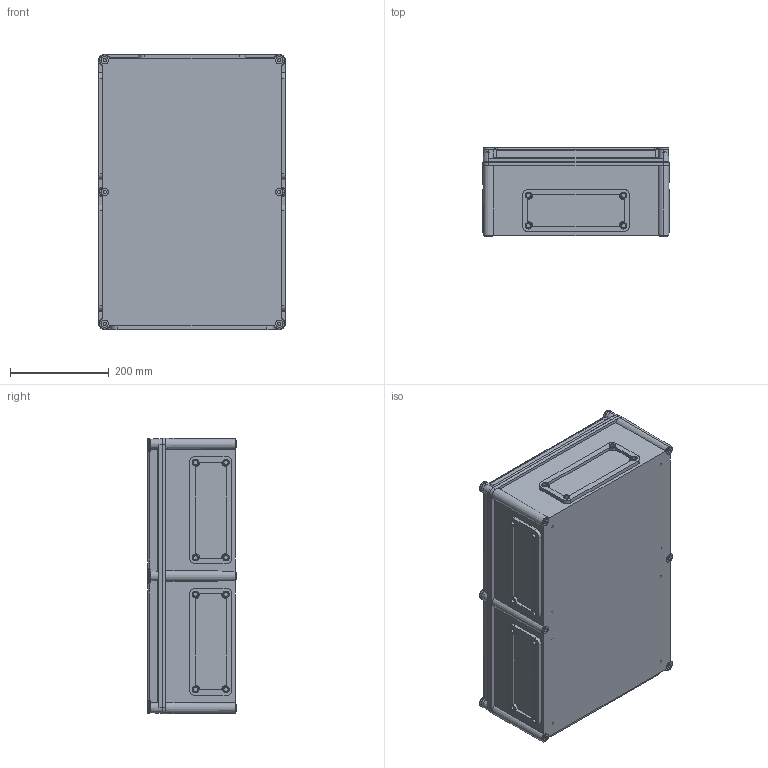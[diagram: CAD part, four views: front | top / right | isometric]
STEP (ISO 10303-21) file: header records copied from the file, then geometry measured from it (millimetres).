
FILE_DESCRIPTION (( 'STEP AP214' ), '1' );
FILE_NAME ('FIBOX_EKUM_180G_2538079.STEP', '2022-12-19T11:14:49', ( 'fiboxadmin' ), ( '' ), 'SwSTEP 2.0', 'SolidWorks 2021', '' );
FILE_SCHEMA (( 'AUTOMOTIVE_DESIGN' ));
Length unit declared in the file: millimetre
Products named in the file (4): Fibox_EKUM_560x380x150_B; FIBOX_EKUM_180G_2538079; CS 10256 Cross head screw; FIBOX_EKU30C
Assembly tree (8 placements, depth 2):
  FIBOX_EKUM_180G_2538079
    Fibox_EKUM_560x380x150_B
    FIBOX_EKU30C
    CS 10256 Cross head screw  x6
Bounding box: 379 x 180 x 559 mm (x, y, z)
Volume: 3086125.9 mm3; surface area: 1575800.6 mm2
Topology: 8 solids, 8 shells, 1451 faces, 3673 edges, 2321 vertices
Faces by surface type: plane 792, cylinder 422, cone 151, bspline 72, torus 14
Entity records: 27849 total; most frequent: CARTESIAN_POINT 6267, DIRECTION 4221, ORIENTED_EDGE 4046, EDGE_CURVE 2023, AXIS2_PLACEMENT_3D 1606, VERTEX_POINT 1306, LINE 1009, VECTOR 1009
